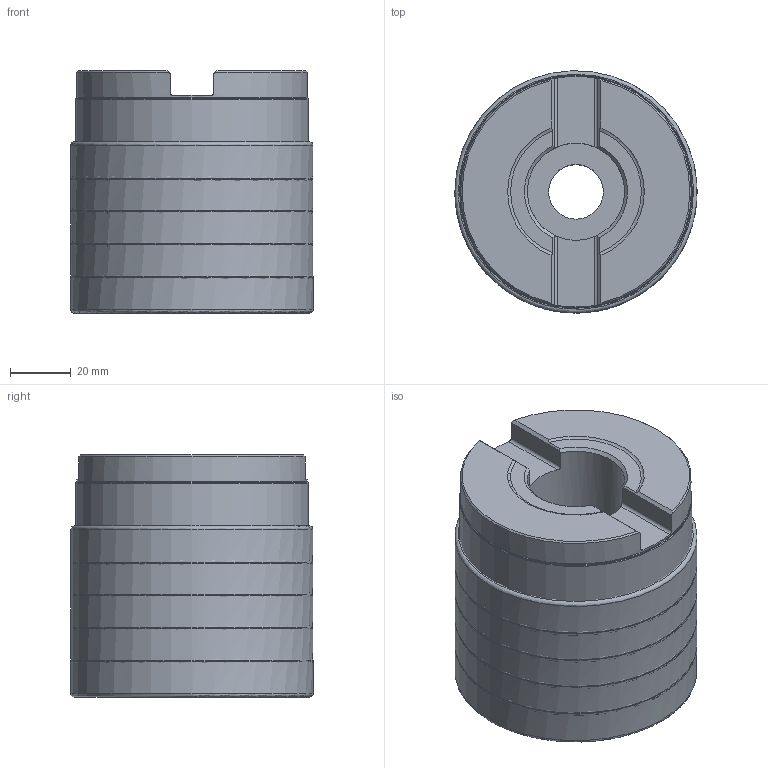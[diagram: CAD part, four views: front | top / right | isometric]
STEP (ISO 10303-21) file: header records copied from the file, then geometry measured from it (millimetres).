
FILE_DESCRIPTION(/* description */ (''),/* implementation_level */ '2;1');
FILE_NAME(/* name */ 'R220.82-0080-054-SN.5BA_Basic.stp',/* time_stamp */ '2024-02-08T11:45:48+05:00',/* author */ (''),/* organization */ (''),/* preprocessor_version */ 'ST-DEVELOPER v16.7',/* originating_system */ 'SIEMENS PLM Software NX 12.0',/* authorisation */ '');
FILE_SCHEMA (('AUTOMOTIVE_DESIGN { 1 0 10303 214 3 1 1 1 }'));
Length unit declared in the file: millimetre
Products named in the file (4): CUT; NOCUT; ASSEMBLY_CONSTRUCTION; R220.82-0080-054-SN.5BA_Basic
Assembly tree (7 placements, depth 2):
  R220.82-0080-054-SN.5BA_Basic
    ASSEMBLY_CONSTRUCTION
    NOCUT
    CUT  x5
Bounding box: 79.75 x 79.75 x 79.8 mm (x, y, z)
Volume: 503915.2 mm3; surface area: 86813.6 mm2
Topology: 6 solids, 6 shells, 76 faces, 223 edges, 189 vertices
Faces by surface type: revolution 40, plane 17, cylinder 9, cone 6, torus 4
Full cylindrical faces by diameter (mm): 18 x1, 25.006 x1, 32 x1, 76 x1, 76.7 x1
Entity records: 2777 total; most frequent: CARTESIAN_POINT 636, DIRECTION 438, ORIENTED_EDGE 246, AXIS2_PLACEMENT_3D 185, EDGE_LOOP 128, EDGE_CURVE 123, CIRCLE 107, FACE_BOUND 104
